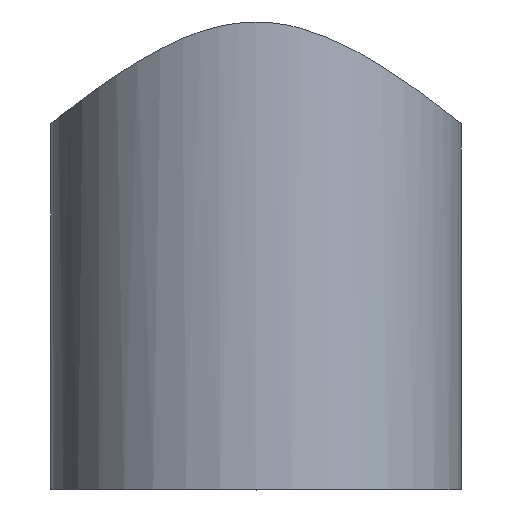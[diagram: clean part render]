
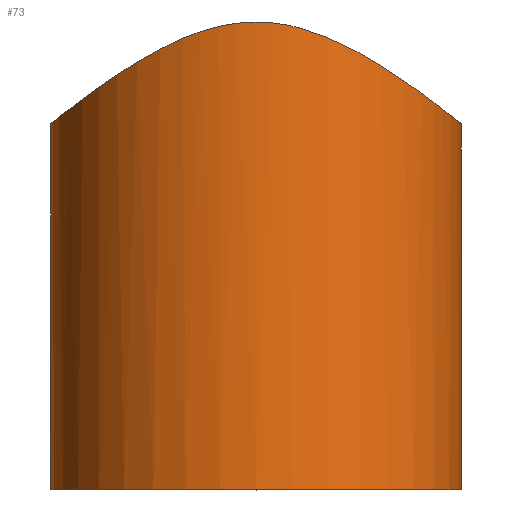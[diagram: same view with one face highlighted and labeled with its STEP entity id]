
A CAD part, top view. The second image highlights one B-rep face of the part: STEP entity #73.
In plain terms, the highlighted cylindrical face has radius 16.85 mm (diameter 33.7 mm), a full revolution.
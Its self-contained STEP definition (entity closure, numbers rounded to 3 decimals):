
#17=CIRCLE('',#102,16.85);
#19=LINE('',#260,#21);
#21=VECTOR('',#115,16.85);
#26=FACE_OUTER_BOUND('',#31,.T.);
#31=EDGE_LOOP('',(#61,#62,#63,#64,#65));
#34=B_SPLINE_CURVE_WITH_KNOTS('',3,(#124,#125,#126,#127,#128,#129,#130,
#131,#132,#133,#134,#135,#136,#137,#138,#139,#140,#141,#142,#143,#144,#145,
#146,#147,#148,#149,#150,#151,#152,#153,#154,#155,#156,#157,#158,#159,#160,
#161,#162,#163,#164,#165,#166,#167,#168,#169,#170,#171,#172,#173),
 .UNSPECIFIED.,.F.,.F.,(4,2,2,2,2,2,2,2,2,2,2,2,2,2,2,2,2,2,2,2,2,2,2,2,
4),(0.,0.345,0.69,1.034,1.379,
1.714,2.048,2.383,2.717,3.052,
3.386,3.721,4.056,4.4,4.745,
5.09,5.435,5.78,6.124,6.469,
6.814,7.149,7.483,7.818,8.152),
 .UNSPECIFIED.);
#35=B_SPLINE_CURVE_WITH_KNOTS('',3,(#174,#175,#176,#177,#178,#179,#180,
#181,#182,#183,#184,#185,#186,#187,#188,#189,#190,#191),.UNSPECIFIED.,.F.,
 .F.,(4,2,2,2,2,2,2,2,4),(8.152,8.487,8.821,
9.156,9.49,9.835,10.18,10.525,
10.87),.UNSPECIFIED.);
#38=VERTEX_POINT('',#122);
#39=VERTEX_POINT('',#123);
#43=VERTEX_POINT('',#259);
#44=EDGE_CURVE('',#38,#39,#34,.T.);
#45=EDGE_CURVE('',#39,#38,#35,.T.);
#50=EDGE_CURVE('',#39,#43,#19,.T.);
#51=EDGE_CURVE('',#43,#43,#17,.T.);
#61=ORIENTED_EDGE('',*,*,#44,.T.);
#62=ORIENTED_EDGE('',*,*,#50,.T.);
#63=ORIENTED_EDGE('',*,*,#51,.T.);
#64=ORIENTED_EDGE('',*,*,#50,.F.);
#65=ORIENTED_EDGE('',*,*,#45,.T.);
#70=CYLINDRICAL_SURFACE('',#101,16.85);
#73=ADVANCED_FACE('',(#26),#70,.T.);
#101=AXIS2_PLACEMENT_3D('',#258,#113,#114);
#102=AXIS2_PLACEMENT_3D('',#261,#116,#117);
#113=DIRECTION('center_axis',(0.,1.,0.));
#114=DIRECTION('ref_axis',(-1.,0.,0.));
#115=DIRECTION('',(0.,-1.,0.));
#116=DIRECTION('center_axis',(0.,1.,0.));
#117=DIRECTION('ref_axis',(-1.,0.,0.));
#122=CARTESIAN_POINT('',(0.,38.335,16.85));
#123=CARTESIAN_POINT('',(16.85,30.,0.));
#124=CARTESIAN_POINT('Ctrl Pts',(0.,38.335,16.85));
#125=CARTESIAN_POINT('Ctrl Pts',(-1.149,38.335,16.85));
#126=CARTESIAN_POINT('Ctrl Pts',(-2.291,38.176,16.732));
#127=CARTESIAN_POINT('Ctrl Pts',(-4.503,37.611,16.276));
#128=CARTESIAN_POINT('Ctrl Pts',(-5.575,37.208,15.939));
#129=CARTESIAN_POINT('Ctrl Pts',(-7.61,36.28,15.074));
#130=CARTESIAN_POINT('Ctrl Pts',(-8.574,35.756,14.546));
#131=CARTESIAN_POINT('Ctrl Pts',(-10.36,34.697,13.332));
#132=CARTESIAN_POINT('Ctrl Pts',(-11.182,34.163,12.647));
#133=CARTESIAN_POINT('Ctrl Pts',(-12.625,33.182,11.204));
#134=CARTESIAN_POINT('Ctrl Pts',(-13.305,32.697,10.395));
#135=CARTESIAN_POINT('Ctrl Pts',(-14.523,31.802,8.612));
#136=CARTESIAN_POINT('Ctrl Pts',(-15.062,31.393,7.636));
#137=CARTESIAN_POINT('Ctrl Pts',(-15.942,30.716,5.572));
#138=CARTESIAN_POINT('Ctrl Pts',(-16.283,30.448,4.48));
#139=CARTESIAN_POINT('Ctrl Pts',(-16.738,30.09,2.252));
#140=CARTESIAN_POINT('Ctrl Pts',(-16.85,30.,1.115));
#141=CARTESIAN_POINT('Ctrl Pts',(-16.85,30.,-1.115));
#142=CARTESIAN_POINT('Ctrl Pts',(-16.738,30.09,-2.252));
#143=CARTESIAN_POINT('Ctrl Pts',(-16.283,30.448,-4.48));
#144=CARTESIAN_POINT('Ctrl Pts',(-15.942,30.716,-5.572));
#145=CARTESIAN_POINT('Ctrl Pts',(-15.062,31.393,-7.636));
#146=CARTESIAN_POINT('Ctrl Pts',(-14.523,31.802,-8.612));
#147=CARTESIAN_POINT('Ctrl Pts',(-13.305,32.697,-10.395));
#148=CARTESIAN_POINT('Ctrl Pts',(-12.625,33.182,-11.204));
#149=CARTESIAN_POINT('Ctrl Pts',(-11.182,34.163,-12.647));
#150=CARTESIAN_POINT('Ctrl Pts',(-10.36,34.697,-13.332));
#151=CARTESIAN_POINT('Ctrl Pts',(-8.574,35.756,-14.546));
#152=CARTESIAN_POINT('Ctrl Pts',(-7.61,36.28,-15.074));
#153=CARTESIAN_POINT('Ctrl Pts',(-5.575,37.208,-15.939));
#154=CARTESIAN_POINT('Ctrl Pts',(-4.503,37.611,-16.276));
#155=CARTESIAN_POINT('Ctrl Pts',(-2.291,38.176,-16.732));
#156=CARTESIAN_POINT('Ctrl Pts',(-1.149,38.335,-16.85));
#157=CARTESIAN_POINT('Ctrl Pts',(1.149,38.335,-16.85));
#158=CARTESIAN_POINT('Ctrl Pts',(2.291,38.176,-16.732));
#159=CARTESIAN_POINT('Ctrl Pts',(4.503,37.611,-16.276));
#160=CARTESIAN_POINT('Ctrl Pts',(5.575,37.208,-15.939));
#161=CARTESIAN_POINT('Ctrl Pts',(7.61,36.28,-15.074));
#162=CARTESIAN_POINT('Ctrl Pts',(8.574,35.756,-14.546));
#163=CARTESIAN_POINT('Ctrl Pts',(10.36,34.697,-13.332));
#164=CARTESIAN_POINT('Ctrl Pts',(11.182,34.163,-12.647));
#165=CARTESIAN_POINT('Ctrl Pts',(12.625,33.182,-11.204));
#166=CARTESIAN_POINT('Ctrl Pts',(13.305,32.697,-10.395));
#167=CARTESIAN_POINT('Ctrl Pts',(14.523,31.802,-8.612));
#168=CARTESIAN_POINT('Ctrl Pts',(15.062,31.393,-7.636));
#169=CARTESIAN_POINT('Ctrl Pts',(15.942,30.716,-5.572));
#170=CARTESIAN_POINT('Ctrl Pts',(16.283,30.448,-4.48));
#171=CARTESIAN_POINT('Ctrl Pts',(16.738,30.09,-2.252));
#172=CARTESIAN_POINT('Ctrl Pts',(16.85,30.,-1.115));
#173=CARTESIAN_POINT('Ctrl Pts',(16.85,30.,0.));
#174=CARTESIAN_POINT('Ctrl Pts',(16.85,30.,0.));
#175=CARTESIAN_POINT('Ctrl Pts',(16.85,30.,1.115));
#176=CARTESIAN_POINT('Ctrl Pts',(16.738,30.09,2.252));
#177=CARTESIAN_POINT('Ctrl Pts',(16.283,30.448,4.48));
#178=CARTESIAN_POINT('Ctrl Pts',(15.942,30.716,5.572));
#179=CARTESIAN_POINT('Ctrl Pts',(15.062,31.393,7.636));
#180=CARTESIAN_POINT('Ctrl Pts',(14.523,31.802,8.612));
#181=CARTESIAN_POINT('Ctrl Pts',(13.305,32.697,10.395));
#182=CARTESIAN_POINT('Ctrl Pts',(12.625,33.182,11.204));
#183=CARTESIAN_POINT('Ctrl Pts',(11.182,34.163,12.647));
#184=CARTESIAN_POINT('Ctrl Pts',(10.36,34.697,13.332));
#185=CARTESIAN_POINT('Ctrl Pts',(8.574,35.756,14.546));
#186=CARTESIAN_POINT('Ctrl Pts',(7.61,36.28,15.074));
#187=CARTESIAN_POINT('Ctrl Pts',(5.575,37.208,15.939));
#188=CARTESIAN_POINT('Ctrl Pts',(4.503,37.611,16.276));
#189=CARTESIAN_POINT('Ctrl Pts',(2.291,38.176,16.732));
#190=CARTESIAN_POINT('Ctrl Pts',(1.149,38.335,16.85));
#191=CARTESIAN_POINT('Ctrl Pts',(0.,38.335,
16.85));
#258=CARTESIAN_POINT('Origin',(0.,0.,0.));
#259=CARTESIAN_POINT('',(16.85,0.,0.));
#260=CARTESIAN_POINT('',(16.85,0.,0.));
#261=CARTESIAN_POINT('Origin',(0.,0.,0.));
